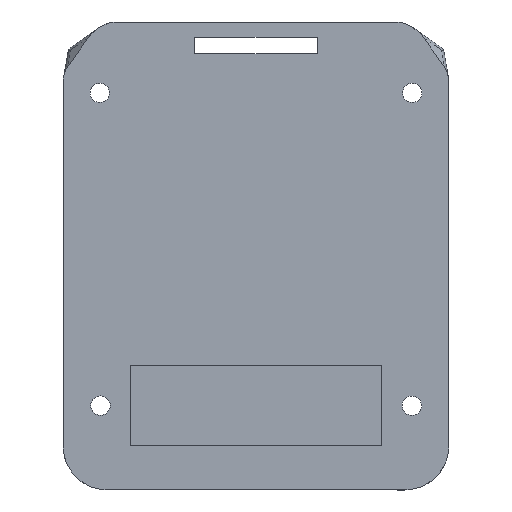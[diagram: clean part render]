
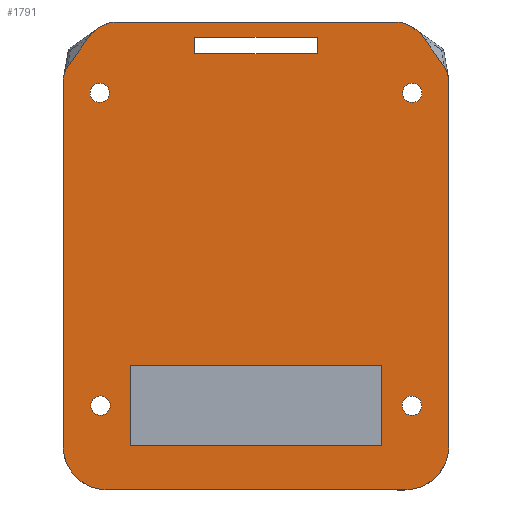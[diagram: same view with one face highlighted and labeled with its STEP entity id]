
A CAD part, top view. The second image highlights one B-rep face of the part: STEP entity #1791.
In plain terms, the highlighted planar face has unit normal (0, 0, 1).
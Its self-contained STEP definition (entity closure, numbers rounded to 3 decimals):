
#39=FACE_BOUND('',#299,.T.);
#40=FACE_BOUND('',#300,.T.);
#41=FACE_BOUND('',#301,.T.);
#42=FACE_BOUND('',#302,.T.);
#43=FACE_BOUND('',#303,.T.);
#44=FACE_BOUND('',#304,.T.);
#47=CIRCLE('',#1907,7.932);
#49=CIRCLE('',#1910,7.932);
#50=CIRCLE('',#1915,1.75);
#51=CIRCLE('',#1916,1.75);
#52=CIRCLE('',#1917,1.75);
#53=CIRCLE('',#1918,1.75);
#110=ELLIPSE('',#1911,3.354,2.);
#111=ELLIPSE('',#1912,4.,2.);
#112=ELLIPSE('',#1913,4.,2.);
#113=ELLIPSE('',#1914,3.354,2.);
#197=FACE_OUTER_BOUND('',#298,.T.);
#298=EDGE_LOOP('',(#1240,#1241,#1242,#1243,#1244,#1245,#1246,#1247,#1248,
#1249,#1250,#1251));
#299=EDGE_LOOP('',(#1252,#1253,#1254,#1255));
#300=EDGE_LOOP('',(#1256));
#301=EDGE_LOOP('',(#1257));
#302=EDGE_LOOP('',(#1258,#1259,#1260,#1261));
#303=EDGE_LOOP('',(#1262));
#304=EDGE_LOOP('',(#1263));
#430=LINE('',#2661,#601);
#434=LINE('',#2689,#605);
#435=LINE('',#2691,#606);
#436=LINE('',#2695,#607);
#437=LINE('',#2699,#608);
#438=LINE('',#2703,#609);
#439=LINE('',#2706,#610);
#440=LINE('',#2708,#611);
#441=LINE('',#2710,#612);
#442=LINE('',#2711,#613);
#443=LINE('',#2718,#614);
#444=LINE('',#2720,#615);
#445=LINE('',#2722,#616);
#446=LINE('',#2723,#617);
#601=VECTOR('',#2120,10.);
#605=VECTOR('',#2136,10.);
#606=VECTOR('',#2137,10.);
#607=VECTOR('',#2140,10.);
#608=VECTOR('',#2143,10.);
#609=VECTOR('',#2146,10.);
#610=VECTOR('',#2149,10.);
#611=VECTOR('',#2150,10.);
#612=VECTOR('',#2151,10.);
#613=VECTOR('',#2152,10.);
#614=VECTOR('',#2157,10.);
#615=VECTOR('',#2158,10.);
#616=VECTOR('',#2159,10.);
#617=VECTOR('',#2160,10.);
#765=VERTEX_POINT('',#2658);
#766=VERTEX_POINT('',#2660);
#770=VERTEX_POINT('',#2678);
#771=VERTEX_POINT('',#2680);
#773=VERTEX_POINT('',#2686);
#774=VERTEX_POINT('',#2687);
#775=VERTEX_POINT('',#2690);
#776=VERTEX_POINT('',#2692);
#777=VERTEX_POINT('',#2694);
#778=VERTEX_POINT('',#2696);
#779=VERTEX_POINT('',#2698);
#780=VERTEX_POINT('',#2700);
#781=VERTEX_POINT('',#2702);
#782=VERTEX_POINT('',#2704);
#783=VERTEX_POINT('',#2707);
#784=VERTEX_POINT('',#2709);
#785=VERTEX_POINT('',#2712);
#786=VERTEX_POINT('',#2714);
#787=VERTEX_POINT('',#2716);
#788=VERTEX_POINT('',#2717);
#789=VERTEX_POINT('',#2719);
#790=VERTEX_POINT('',#2721);
#791=VERTEX_POINT('',#2724);
#792=VERTEX_POINT('',#2726);
#942=EDGE_CURVE('',#765,#766,#430,.T.);
#947=EDGE_CURVE('',#771,#770,#47,.T.);
#950=EDGE_CURVE('',#773,#774,#49,.T.);
#951=EDGE_CURVE('',#774,#771,#434,.T.);
#952=EDGE_CURVE('',#770,#775,#435,.T.);
#953=EDGE_CURVE('',#775,#776,#110,.T.);
#954=EDGE_CURVE('',#776,#777,#436,.T.);
#955=EDGE_CURVE('',#777,#778,#111,.T.);
#956=EDGE_CURVE('',#778,#779,#437,.T.);
#957=EDGE_CURVE('',#779,#780,#112,.T.);
#958=EDGE_CURVE('',#780,#781,#438,.T.);
#959=EDGE_CURVE('',#781,#782,#113,.T.);
#960=EDGE_CURVE('',#782,#773,#439,.T.);
#961=EDGE_CURVE('',#765,#783,#440,.T.);
#962=EDGE_CURVE('',#783,#784,#441,.T.);
#963=EDGE_CURVE('',#784,#766,#442,.T.);
#964=EDGE_CURVE('',#785,#785,#50,.T.);
#965=EDGE_CURVE('',#786,#786,#51,.T.);
#966=EDGE_CURVE('',#787,#788,#443,.T.);
#967=EDGE_CURVE('',#788,#789,#444,.T.);
#968=EDGE_CURVE('',#789,#790,#445,.T.);
#969=EDGE_CURVE('',#790,#787,#446,.T.);
#970=EDGE_CURVE('',#791,#791,#52,.T.);
#971=EDGE_CURVE('',#792,#792,#53,.T.);
#1240=ORIENTED_EDGE('',*,*,#950,.T.);
#1241=ORIENTED_EDGE('',*,*,#951,.T.);
#1242=ORIENTED_EDGE('',*,*,#947,.T.);
#1243=ORIENTED_EDGE('',*,*,#952,.T.);
#1244=ORIENTED_EDGE('',*,*,#953,.T.);
#1245=ORIENTED_EDGE('',*,*,#954,.T.);
#1246=ORIENTED_EDGE('',*,*,#955,.T.);
#1247=ORIENTED_EDGE('',*,*,#956,.T.);
#1248=ORIENTED_EDGE('',*,*,#957,.T.);
#1249=ORIENTED_EDGE('',*,*,#958,.T.);
#1250=ORIENTED_EDGE('',*,*,#959,.T.);
#1251=ORIENTED_EDGE('',*,*,#960,.T.);
#1252=ORIENTED_EDGE('',*,*,#961,.T.);
#1253=ORIENTED_EDGE('',*,*,#962,.T.);
#1254=ORIENTED_EDGE('',*,*,#963,.T.);
#1255=ORIENTED_EDGE('',*,*,#942,.F.);
#1256=ORIENTED_EDGE('',*,*,#964,.T.);
#1257=ORIENTED_EDGE('',*,*,#965,.T.);
#1258=ORIENTED_EDGE('',*,*,#966,.T.);
#1259=ORIENTED_EDGE('',*,*,#967,.T.);
#1260=ORIENTED_EDGE('',*,*,#968,.T.);
#1261=ORIENTED_EDGE('',*,*,#969,.T.);
#1262=ORIENTED_EDGE('',*,*,#970,.T.);
#1263=ORIENTED_EDGE('',*,*,#971,.T.);
#1749=PLANE('',#1909);
#1791=ADVANCED_FACE('',(#197,#39,#40,#41,#42,#43,#44),#1749,.T.);
#1907=AXIS2_PLACEMENT_3D('',#2681,#2127,#2128);
#1909=AXIS2_PLACEMENT_3D('',#2685,#2132,#2133);
#1910=AXIS2_PLACEMENT_3D('',#2688,#2134,#2135);
#1911=AXIS2_PLACEMENT_3D('',#2693,#2138,#2139);
#1912=AXIS2_PLACEMENT_3D('',#2697,#2141,#2142);
#1913=AXIS2_PLACEMENT_3D('',#2701,#2144,#2145);
#1914=AXIS2_PLACEMENT_3D('',#2705,#2147,#2148);
#1915=AXIS2_PLACEMENT_3D('',#2713,#2153,#2154);
#1916=AXIS2_PLACEMENT_3D('',#2715,#2155,#2156);
#1917=AXIS2_PLACEMENT_3D('',#2725,#2161,#2162);
#1918=AXIS2_PLACEMENT_3D('',#2727,#2163,#2164);
#2120=DIRECTION('',(1.,0.,0.));
#2127=DIRECTION('center_axis',(0.,0.,1.));
#2128=DIRECTION('ref_axis',(1.,0.,0.));
#2132=DIRECTION('center_axis',(0.,0.,1.));
#2133=DIRECTION('ref_axis',(-1.,0.,0.));
#2134=DIRECTION('center_axis',(0.,0.,1.));
#2135=DIRECTION('ref_axis',(1.,0.,0.));
#2136=DIRECTION('',(1.,0.,0.));
#2137=DIRECTION('',(0.,1.,0.));
#2138=DIRECTION('center_axis',(0.,0.,1.));
#2139=DIRECTION('ref_axis',(0.171,-0.985,0.));
#2140=DIRECTION('',(-0.577,0.816,0.));
#2141=DIRECTION('center_axis',(0.,0.,1.));
#2142=DIRECTION('ref_axis',(-0.816,0.577,0.));
#2143=DIRECTION('',(-1.,0.,0.));
#2144=DIRECTION('center_axis',(0.,0.,1.));
#2145=DIRECTION('ref_axis',(-0.816,-0.577,0.));
#2146=DIRECTION('',(-0.577,-0.816,0.));
#2147=DIRECTION('center_axis',(0.,0.,1.));
#2148=DIRECTION('ref_axis',(0.171,0.985,0.));
#2149=DIRECTION('',(0.,-1.,0.));
#2150=DIRECTION('',(0.,1.,0.));
#2151=DIRECTION('',(1.,0.,0.));
#2152=DIRECTION('',(0.,-1.,0.));
#2153=DIRECTION('center_axis',(0.,0.,-1.));
#2154=DIRECTION('ref_axis',(1.,0.,0.));
#2155=DIRECTION('center_axis',(0.,0.,-1.));
#2156=DIRECTION('ref_axis',(1.,0.,0.));
#2157=DIRECTION('',(0.,-1.,0.));
#2158=DIRECTION('',(-1.,0.,0.));
#2159=DIRECTION('',(0.,1.,0.));
#2160=DIRECTION('',(1.,0.,0.));
#2161=DIRECTION('center_axis',(0.,0.,-1.));
#2162=DIRECTION('ref_axis',(-1.,0.,0.));
#2163=DIRECTION('center_axis',(0.,0.,-1.));
#2164=DIRECTION('ref_axis',(-1.,0.,0.));
#2658=CARTESIAN_POINT('',(-22.5,-5.75,13.7));
#2660=CARTESIAN_POINT('',(22.5,-5.75,13.7));
#2661=CARTESIAN_POINT('',(-34.682,-5.75,13.7));
#2678=CARTESIAN_POINT('',(34.682,-5.75,13.7));
#2680=CARTESIAN_POINT('',(26.75,-13.682,13.7));
#2681=CARTESIAN_POINT('Origin',(26.75,-5.75,13.7));
#2685=CARTESIAN_POINT('Origin',(12.502,23.68,13.7));
#2686=CARTESIAN_POINT('',(-34.682,-5.75,13.7));
#2687=CARTESIAN_POINT('',(-26.75,-13.682,13.7));
#2688=CARTESIAN_POINT('Origin',(-26.75,-5.75,13.7));
#2689=CARTESIAN_POINT('',(-1.686,-13.682,13.7));
#2690=CARTESIAN_POINT('',(34.682,59.538,13.7));
#2691=CARTESIAN_POINT('',(34.682,11.84,13.7));
#2692=CARTESIAN_POINT('',(33.813,62.462,13.7));
#2693=CARTESIAN_POINT('Origin',(32.629,60.135,13.7));
#2694=CARTESIAN_POINT('',(30.164,67.622,13.7));
#2695=CARTESIAN_POINT('',(37.773,56.861,13.7));
#2696=CARTESIAN_POINT('',(25.336,70.45,13.7));
#2697=CARTESIAN_POINT('Origin',(27.336,67.622,13.7));
#2698=CARTESIAN_POINT('',(-25.336,70.45,13.7));
#2699=CARTESIAN_POINT('',(-9.624,70.45,13.7));
#2700=CARTESIAN_POINT('',(-30.164,67.622,13.7));
#2701=CARTESIAN_POINT('Origin',(-27.336,67.622,13.7));
#2702=CARTESIAN_POINT('',(-33.813,62.462,13.7));
#2703=CARTESIAN_POINT('',(-33.606,62.755,13.7));
#2704=CARTESIAN_POINT('',(-34.682,59.538,13.7));
#2705=CARTESIAN_POINT('Origin',(-32.629,60.135,13.7));
#2706=CARTESIAN_POINT('',(-34.682,11.84,13.7));
#2707=CARTESIAN_POINT('',(-22.5,8.75,13.7));
#2708=CARTESIAN_POINT('',(-22.5,16.215,13.7));
#2709=CARTESIAN_POINT('',(22.5,8.75,13.7));
#2710=CARTESIAN_POINT('',(11.501,8.75,13.7));
#2711=CARTESIAN_POINT('',(22.5,16.215,13.7));
#2712=CARTESIAN_POINT('',(26.273,1.445,13.7));
#2713=CARTESIAN_POINT('Origin',(28.023,1.445,13.7));
#2714=CARTESIAN_POINT('',(-29.725,1.47,13.7));
#2715=CARTESIAN_POINT('Origin',(-27.975,1.47,13.7));
#2716=CARTESIAN_POINT('',(11.,67.75,13.7));
#2717=CARTESIAN_POINT('',(11.,64.75,13.7));
#2718=CARTESIAN_POINT('',(11.,45.715,13.7));
#2719=CARTESIAN_POINT('',(-11.,64.75,13.7));
#2720=CARTESIAN_POINT('',(0.751,64.75,13.7));
#2721=CARTESIAN_POINT('',(-11.,67.75,13.7));
#2722=CARTESIAN_POINT('',(-11.,44.215,13.7));
#2723=CARTESIAN_POINT('',(11.751,67.75,13.7));
#2724=CARTESIAN_POINT('',(-26.35,57.713,13.7));
#2725=CARTESIAN_POINT('Origin',(-28.1,57.713,13.7));
#2726=CARTESIAN_POINT('',(29.85,57.713,13.7));
#2727=CARTESIAN_POINT('Origin',(28.1,57.713,13.7));
